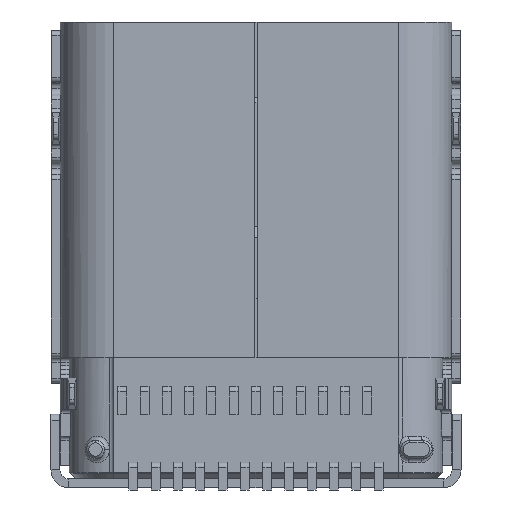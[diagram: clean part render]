
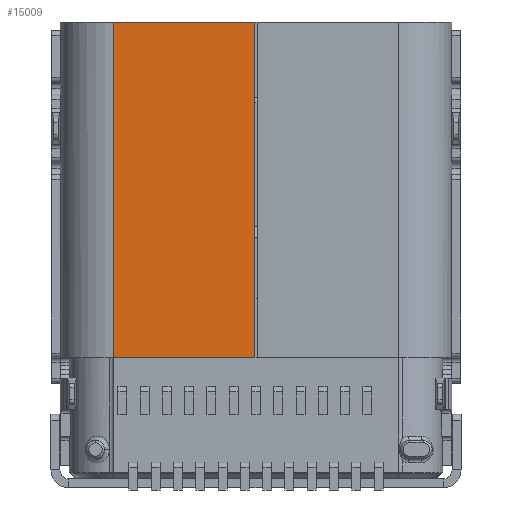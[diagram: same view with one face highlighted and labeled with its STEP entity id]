
A CAD part, front view. The second image highlights one B-rep face of the part: STEP entity #15009.
In plain terms, the highlighted planar face has unit normal (0, -1, 0).
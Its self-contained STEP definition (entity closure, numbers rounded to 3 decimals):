
#1535 = VERTEX_POINT ( 'NONE', #11870 ) ;
#1558 = ORIENTED_EDGE ( 'NONE', *, *, #18574, .T. ) ;
#2959 = CARTESIAN_POINT ( 'NONE',  ( -3.19, 0.12, 0. ) ) ;
#3558 = AXIS2_PLACEMENT_3D ( 'NONE', #21733, #6265, #16591 ) ;
#4797 = PLANE ( 'NONE',  #3558 ) ;
#6265 = DIRECTION ( 'NONE',  ( 0., -1., 0. ) ) ;
#7198 = ORIENTED_EDGE ( 'NONE', *, *, #11011, .T. ) ;
#7424 = VERTEX_POINT ( 'NONE', #12619 ) ;
#8717 = CARTESIAN_POINT ( 'NONE',  ( -3.19, 0.12, -9.95 ) ) ;
#8790 = LINE ( 'NONE', #8717, #12831 ) ;
#8921 = FACE_OUTER_BOUND ( 'NONE', #20375, .T. ) ;
#9574 = VERTEX_POINT ( 'NONE', #21638 ) ;
#11011 = EDGE_CURVE ( 'NONE', #9574, #19180, #14586, .T. ) ;
#11870 = CARTESIAN_POINT ( 'NONE',  ( -0.025, 0.12, -7.53 ) ) ;
#12050 = CARTESIAN_POINT ( 'NONE',  ( -0.025, 0.12, -10.945 ) ) ;
#12273 = CARTESIAN_POINT ( 'NONE',  ( 4.39, 0.12, 0. ) ) ;
#12619 = CARTESIAN_POINT ( 'NONE',  ( -3.19, 0.12, -7.53 ) ) ;
#12831 = VECTOR ( 'NONE', #13896, 1000. ) ;
#12949 = VECTOR ( 'NONE', #19093, 1000. ) ;
#13896 = DIRECTION ( 'NONE',  ( 0., 0., 1. ) ) ;
#14493 = ORIENTED_EDGE ( 'NONE', *, *, #20158, .F. ) ;
#14586 = LINE ( 'NONE', #12273, #15935 ) ;
#15009 = ADVANCED_FACE ( 'NONE', ( #8921 ), #4797, .T. ) ;
#15363 = LINE ( 'NONE', #18703, #17510 ) ;
#15935 = VECTOR ( 'NONE', #20904, 1000. ) ;
#15971 = ORIENTED_EDGE ( 'NONE', *, *, #16769, .F. ) ;
#16591 = DIRECTION ( 'NONE',  ( 0., 0., 1. ) ) ;
#16769 = EDGE_CURVE ( 'NONE', #7424, #19180, #8790, .T. ) ;
#17510 = VECTOR ( 'NONE', #20170, 1000. ) ;
#18574 = EDGE_CURVE ( 'NONE', #7424, #1535, #15363, .T. ) ;
#18703 = CARTESIAN_POINT ( 'NONE',  ( -4.59, 0.12, -7.53 ) ) ;
#19093 = DIRECTION ( 'NONE',  ( 0., 0., -1. ) ) ;
#19180 = VERTEX_POINT ( 'NONE', #2959 ) ;
#20158 = EDGE_CURVE ( 'NONE', #9574, #1535, #20684, .T. ) ;
#20170 = DIRECTION ( 'NONE',  ( 1., 0., 0. ) ) ;
#20375 = EDGE_LOOP ( 'NONE', ( #1558, #14493, #7198, #15971 ) ) ;
#20684 = LINE ( 'NONE', #12050, #12949 ) ;
#20904 = DIRECTION ( 'NONE',  ( -1., 0., 0. ) ) ;
#21638 = CARTESIAN_POINT ( 'NONE',  ( -0.025, 0.12, 0. ) ) ;
#21733 = CARTESIAN_POINT ( 'NONE',  ( -2.7, 0.12, -9.95 ) ) ;
